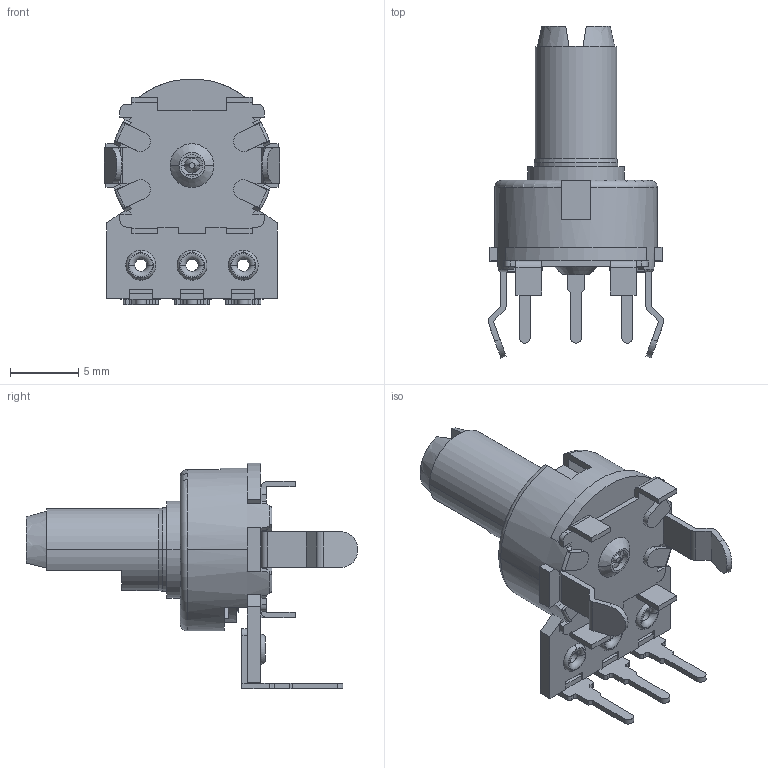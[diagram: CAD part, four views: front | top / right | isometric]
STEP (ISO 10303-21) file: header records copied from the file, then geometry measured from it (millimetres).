
FILE_DESCRIPTION((''),'2;1');
FILE_NAME('P120PK-F20','2014-10-22T',('JVassar'),(''),'PRO/ENGINEER BY PARAMETRIC TECHNOLOGY CORPORATION, 2013320','PRO/ENGINEER BY PARAMETRIC TECHNOLOGY CORPORATION, 2013320','');
FILE_SCHEMA(('CONFIG_CONTROL_DESIGN'));
Length unit declared in the file: millimetre
Products named in the file (1): P120PK-F20
Bounding box: 12.85 x 24.3 x 16.53 mm (x, y, z)
Volume: 884.3 mm3; surface area: 1730 mm2
Topology: 1 solids, 1 shells, 780 faces, 2161 edges, 1368 vertices
Faces by surface type: plane 491, cylinder 238, torus 25, bspline 16, cone 10
Entity records: 25389 total; most frequent: CARTESIAN_POINT 5053, ORIENTED_EDGE 4322, DIRECTION 4266, EDGE_CURVE 2161, AXIS2_PLACEMENT_3D 1434, VECTOR 1398, LINE 1398, VERTEX_POINT 1368
